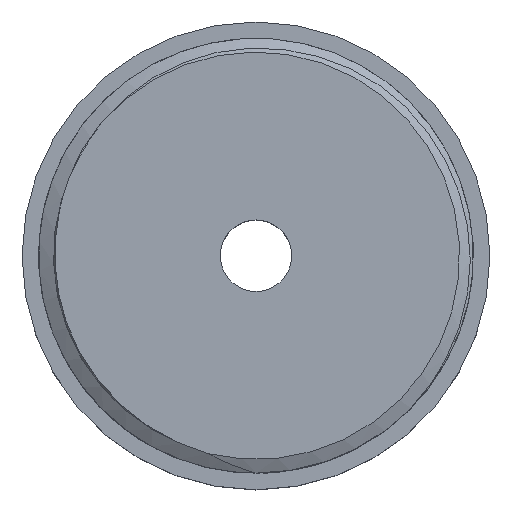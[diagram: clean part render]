
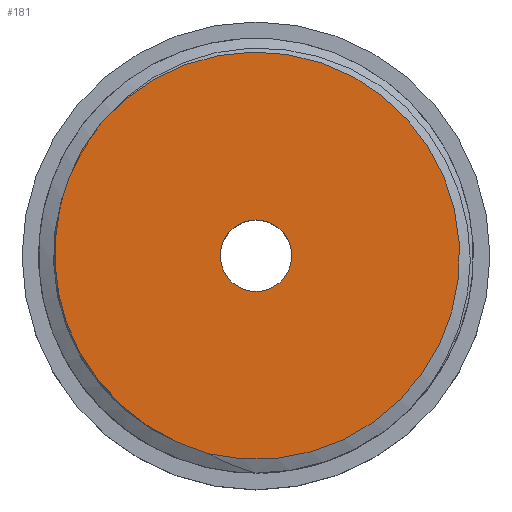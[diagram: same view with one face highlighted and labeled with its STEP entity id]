
A CAD part, top view. The second image highlights one B-rep face of the part: STEP entity #181.
In plain terms, the highlighted planar face has unit normal (0, 0, 1).
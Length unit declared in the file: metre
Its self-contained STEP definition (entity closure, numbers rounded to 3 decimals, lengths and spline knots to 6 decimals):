
#23=PLANE('',#209);
#27=B_SPLINE_CURVE_WITH_KNOTS('',3,(#424,#425,#426,#427),.UNSPECIFIED.,
 .F.,.F.,(4,4),(0.007139,0.007693),.UNSPECIFIED.);
#28=B_SPLINE_CURVE_WITH_KNOTS('',3,(#432,#433,#434,#435),.UNSPECIFIED.,
 .F.,.F.,(4,4),(0.010593,0.011124),.UNSPECIFIED.);
#29=B_SPLINE_CURVE_WITH_KNOTS('',3,(#437,#438,#439,#440,#441),
 .UNSPECIFIED.,.F.,.F.,(4,1,4),(0.00724,0.010164,0.013087),
 .UNSPECIFIED.);
#46=ORIENTED_EDGE('',*,*,#96,.F.);
#47=ORIENTED_EDGE('',*,*,#97,.F.);
#48=ORIENTED_EDGE('',*,*,#98,.T.);
#49=ORIENTED_EDGE('',*,*,#99,.F.);
#50=ORIENTED_EDGE('',*,*,#100,.F.);
#96=EDGE_CURVE('',#121,#121,#135,.T.);
#97=EDGE_CURVE('',#122,#123,#27,.T.);
#98=EDGE_CURVE('',#122,#124,#136,.T.);
#99=EDGE_CURVE('',#125,#124,#28,.F.);
#100=EDGE_CURVE('',#123,#125,#29,.T.);
#121=VERTEX_POINT('',#423);
#122=VERTEX_POINT('',#428);
#123=VERTEX_POINT('',#429);
#124=VERTEX_POINT('',#431);
#125=VERTEX_POINT('',#436);
#135=CIRCLE('',#210,0.00065);
#136=CIRCLE('',#211,0.0037);
#142=EDGE_LOOP('',(#46));
#143=EDGE_LOOP('',(#47,#48,#49,#50));
#160=FACE_BOUND('',#142,.T.);
#161=FACE_BOUND('',#143,.T.);
#181=ADVANCED_FACE('',(#160,#161),#23,.T.);
#209=AXIS2_PLACEMENT_3D('',#421,#229,#230);
#210=AXIS2_PLACEMENT_3D('',#422,#231,#232);
#211=AXIS2_PLACEMENT_3D('',#430,#233,#234);
#229=DIRECTION('',(0.,0.,1.));
#230=DIRECTION('',(1.,0.,0.));
#231=DIRECTION('',(0.,0.,1.));
#232=DIRECTION('',(1.,0.,0.));
#233=DIRECTION('',(0.,0.,1.));
#234=DIRECTION('',(1.,0.,0.));
#421=CARTESIAN_POINT('',(0.,0.,0.011));
#422=CARTESIAN_POINT('',(0.,0.,0.011));
#423=CARTESIAN_POINT('',(0.00065,0.,0.011));
#424=CARTESIAN_POINT('',(-0.000859,-0.003599,0.011));
#425=CARTESIAN_POINT('',(-0.001037,-0.003549,0.011));
#426=CARTESIAN_POINT('',(-0.001211,-0.003486,0.011));
#427=CARTESIAN_POINT('',(-0.00138,-0.003411,0.011));
#428=CARTESIAN_POINT('',(-0.000859,-0.003599,0.011));
#429=CARTESIAN_POINT('',(-0.00138,-0.003411,0.011));
#430=CARTESIAN_POINT('',(0.,0.,0.011));
#431=CARTESIAN_POINT('',(-0.003171,0.001907,0.011));
#432=CARTESIAN_POINT('',(-0.003171,0.001907,0.011));
#433=CARTESIAN_POINT('',(-0.003255,0.001753,0.011));
#434=CARTESIAN_POINT('',(-0.003329,0.001593,0.011));
#435=CARTESIAN_POINT('',(-0.003391,0.001427,0.011));
#436=CARTESIAN_POINT('',(-0.003391,0.001427,0.011));
#437=CARTESIAN_POINT('',(-0.00138,-0.003411,0.011));
#438=CARTESIAN_POINT('',(-0.002275,-0.003025,0.011));
#439=CARTESIAN_POINT('',(-0.003736,-0.001549,0.011));
#440=CARTESIAN_POINT('',(-0.003746,0.000523,0.011));
#441=CARTESIAN_POINT('',(-0.003391,0.001427,0.011));
